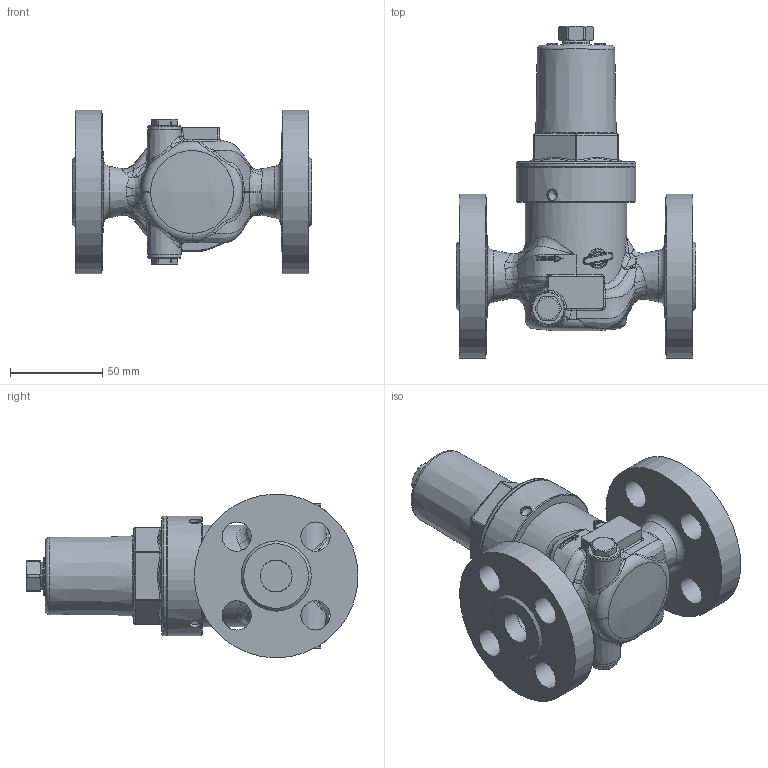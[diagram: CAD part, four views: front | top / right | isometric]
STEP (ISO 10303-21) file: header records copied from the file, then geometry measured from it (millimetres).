
FILE_DESCRIPTION(/* description */ (''),/* implementation_level */ '2;1');
FILE_NAME(/* name */ '085002.61330.stp',/* time_stamp */ '2024-10-16T09:23:56+02:00',/* author */ ('Stefan.Junkers'),/* organization */ (''),/* preprocessor_version */ 'ST-DEVELOPER v20',/* originating_system */ 'Autodesk Inventor 2025',/* authorisation */ '');
FILE_SCHEMA (('AUTOMOTIVE_DESIGN { 1 0 10303 214 3 1 1 }'));
Products named in the file (1): 085002.61330-20241016_step
Bounding box: 130 x 180.23 x 88.9 mm (x, y, z)
Volume: 540820.3 mm3; surface area: 74719.2 mm2
Topology: 1 solids, 1 shells, 645 faces, 1727 edges, 1078 vertices
Faces by surface type: bspline 331, plane 129, cylinder 102, cone 46, torus 27, sphere 10
Full cylindrical faces by diameter (mm): 2 x1, 5 x1, 6.1 x3, 10 x1, 10.2 x1, 15 x1, 15.9 x8, 17.341 x2, 18 x2, 55 x1, 65 x1, 88.9 x2
Entity records: 38781 total; most frequent: CARTESIAN_POINT 24794, ORIENTED_EDGE 3378, DIRECTION 1791, EDGE_CURVE 1689, VERTEX_POINT 1078, B_SPLINE_CURVE_WITH_KNOTS 930, AXIS2_PLACEMENT_3D 765, EDGE_LOOP 693
